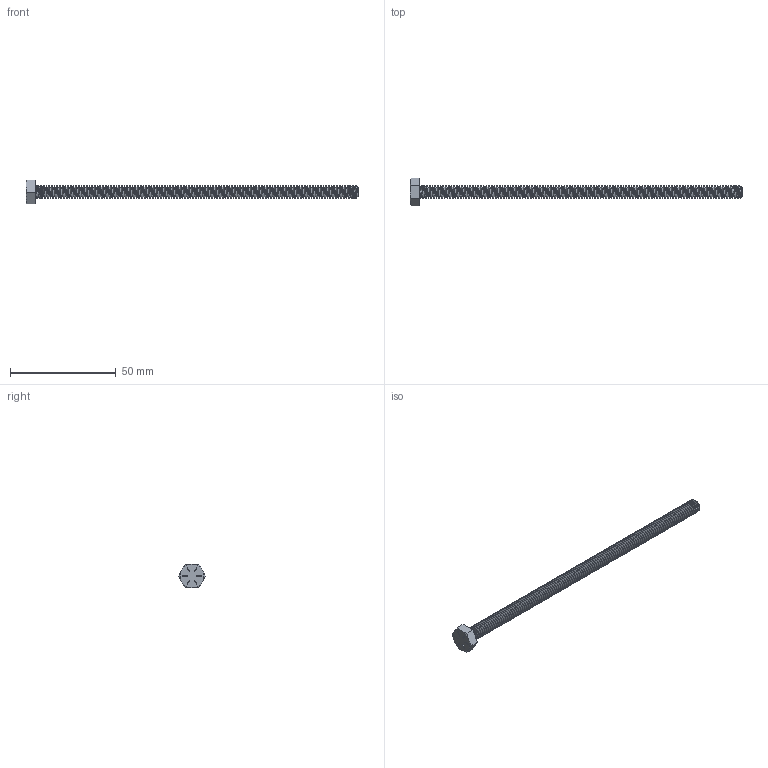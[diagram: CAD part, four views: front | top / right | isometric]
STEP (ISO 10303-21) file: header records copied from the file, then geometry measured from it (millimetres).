
FILE_DESCRIPTION (( 'STEP AP203' ), '1' );
FILE_NAME ('92620A559.step', '2014-05-23T20:50:10', ( '' ), ( '' ), 'SwSTEP 2.0', 'SolidWorks 2010', '' );
FILE_SCHEMA (( 'CONFIG_CONTROL_DESIGN' ));
Length unit declared in the file: inch
Products named in the file (1): 92620A559
Bounding box: 156.77 x 12.83 x 11.11 mm (x, y, z)
Volume: 4142.5 mm3; surface area: 5014.6 mm2
Topology: 1 solids, 1 shells, 294 faces, 848 edges, 563 vertices
Faces by surface type: cylinder 256, plane 27, cone 8, bspline 3
Entity records: 23681 total; most frequent: CARTESIAN_POINT 17325, ORIENTED_EDGE 1696, DIRECTION 973, EDGE_CURVE 848, VERTEX_POINT 563, AXIS2_PLACEMENT_3D 334, LINE 305, VECTOR 305
